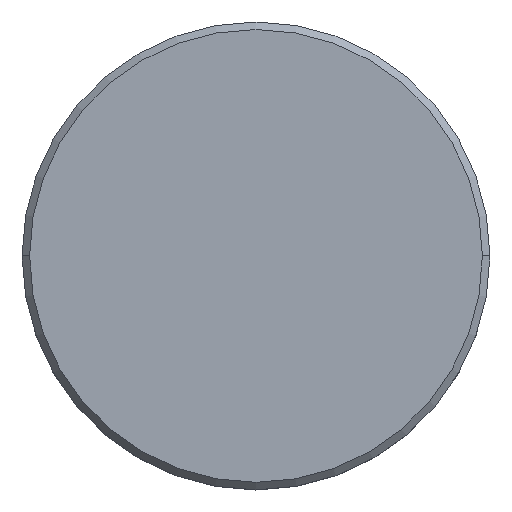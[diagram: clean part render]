
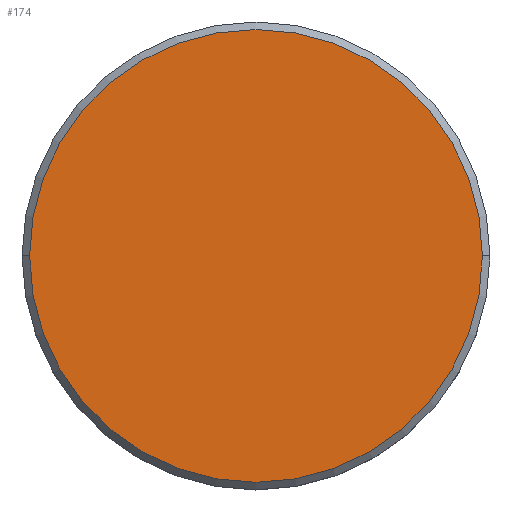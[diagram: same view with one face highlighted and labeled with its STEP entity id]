
A CAD part, top view. The second image highlights one B-rep face of the part: STEP entity #174.
In plain terms, the highlighted planar face has unit normal (0, 0, 1).
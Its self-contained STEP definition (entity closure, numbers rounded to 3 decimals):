
#17 = EDGE_CURVE ( 'NONE', #539, #1008, #609, .T. ) ;
#56 = AXIS2_PLACEMENT_3D ( 'NONE', #919, #742, #1109 ) ;
#106 = CARTESIAN_POINT ( 'NONE',  ( 0., 0., 0. ) ) ;
#139 = DIRECTION ( 'NONE',  ( 1., 0., 0. ) ) ;
#174 = ADVANCED_FACE ( 'NONE', ( #597 ), #593, .T. ) ;
#229 = DIRECTION ( 'NONE',  ( 0., 0., 1. ) ) ;
#283 = AXIS2_PLACEMENT_3D ( 'NONE', #953, #229, #139 ) ;
#345 = ORIENTED_EDGE ( 'NONE', *, *, #17, .T. ) ;
#347 = CIRCLE ( 'NONE', #668, 15. ) ;
#539 = VERTEX_POINT ( 'NONE', #632 ) ;
#593 = PLANE ( 'NONE',  #283 ) ;
#597 = FACE_OUTER_BOUND ( 'NONE', #950, .T. ) ;
#609 = CIRCLE ( 'NONE', #56, 15. ) ;
#618 = ORIENTED_EDGE ( 'NONE', *, *, #916, .T. ) ;
#632 = CARTESIAN_POINT ( 'NONE',  ( -15., 0., 0. ) ) ;
#668 = AXIS2_PLACEMENT_3D ( 'NONE', #106, #927, #1002 ) ;
#742 = DIRECTION ( 'NONE',  ( 0., 0., 1. ) ) ;
#916 = EDGE_CURVE ( 'NONE', #1008, #539, #347, .T. ) ;
#919 = CARTESIAN_POINT ( 'NONE',  ( 0., 0., 0. ) ) ;
#927 = DIRECTION ( 'NONE',  ( 0., 0., 1. ) ) ;
#950 = EDGE_LOOP ( 'NONE', ( #345, #618 ) ) ;
#953 = CARTESIAN_POINT ( 'NONE',  ( 0., 0., 0. ) ) ;
#1002 = DIRECTION ( 'NONE',  ( 1., 0., 0. ) ) ;
#1008 = VERTEX_POINT ( 'NONE', #1040 ) ;
#1040 = CARTESIAN_POINT ( 'NONE',  ( 15., 0., 0. ) ) ;
#1109 = DIRECTION ( 'NONE',  ( 1., 0., 0. ) ) ;
